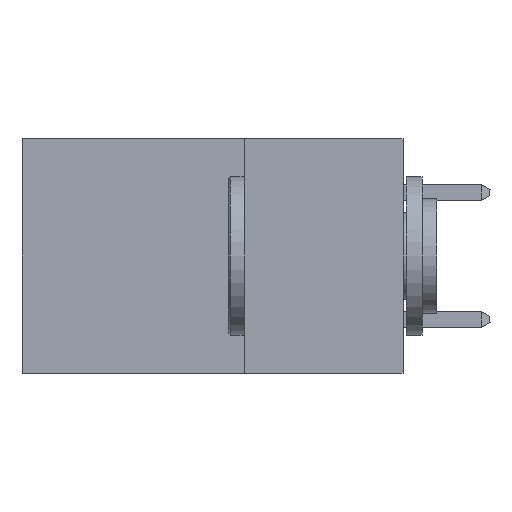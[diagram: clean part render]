
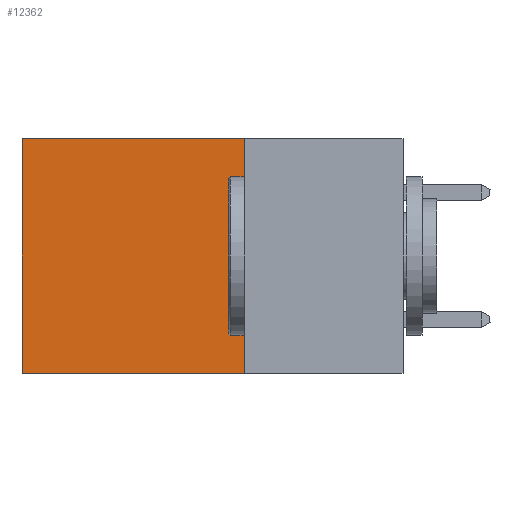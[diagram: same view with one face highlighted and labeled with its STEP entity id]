
A CAD part, left-side view. The second image highlights one B-rep face of the part: STEP entity #12362.
In plain terms, the highlighted planar face has unit normal (-1, 0, 0).
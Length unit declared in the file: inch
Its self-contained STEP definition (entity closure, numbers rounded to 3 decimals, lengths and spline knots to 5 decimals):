
#1142 = CARTESIAN_POINT ( 'NONE',  ( 0.2875, 0.25, 0. ) ) ;
#1246 = ORIENTED_EDGE ( 'NONE', *, *, #3641, .T. ) ;
#1357 = DIRECTION ( 'NONE',  ( 0., 0., -1. ) ) ;
#1718 = VERTEX_POINT ( 'NONE', #16252 ) ;
#2540 = EDGE_CURVE ( 'NONE', #24900, #10430, #10836, .T. ) ;
#2836 = LINE ( 'NONE', #27052, #12307 ) ;
#2979 = ORIENTED_EDGE ( 'NONE', *, *, #20381, .T. ) ;
#3224 = CARTESIAN_POINT ( 'NONE',  ( 0.2875, 0.25, 0. ) ) ;
#3641 = EDGE_CURVE ( 'NONE', #9213, #1718, #17132, .T. ) ;
#6864 = CARTESIAN_POINT ( 'NONE',  ( 0.2875, 0.25, 0. ) ) ;
#8361 = EDGE_CURVE ( 'NONE', #9213, #24900, #19155, .T. ) ;
#8866 = AXIS2_PLACEMENT_3D ( 'NONE', #20631, #22571, #1357 ) ;
#8931 = EDGE_LOOP ( 'NONE', ( #2979, #16059, #15255, #1246 ) ) ;
#9213 = VERTEX_POINT ( 'NONE', #1142 ) ;
#9366 = DIRECTION ( 'NONE',  ( 0., 0., -1. ) ) ;
#10430 = VERTEX_POINT ( 'NONE', #12201 ) ;
#10836 = LINE ( 'NONE', #13710, #11496 ) ;
#11496 = VECTOR ( 'NONE', #20127, 39.37008 ) ;
#11541 = FACE_OUTER_BOUND ( 'NONE', #8931, .T. ) ;
#12180 = VECTOR ( 'NONE', #9366, 39.37008 ) ;
#12201 = CARTESIAN_POINT ( 'NONE',  ( 0.2875, 0.6, -0.37 ) ) ;
#12244 = DIRECTION ( 'NONE',  ( 0., 0., -1. ) ) ;
#12307 = VECTOR ( 'NONE', #12244, 39.37008 ) ;
#12362 = ADVANCED_FACE ( 'NONE', ( #11541 ), #24698, .F. ) ;
#12477 = VECTOR ( 'NONE', #22518, 39.37008 ) ;
#13710 = CARTESIAN_POINT ( 'NONE',  ( 0.2875, 0.25, -0.37 ) ) ;
#15255 = ORIENTED_EDGE ( 'NONE', *, *, #8361, .F. ) ;
#15737 = CARTESIAN_POINT ( 'NONE',  ( 0.2875, 0.25, -0.37 ) ) ;
#16059 = ORIENTED_EDGE ( 'NONE', *, *, #2540, .F. ) ;
#16252 = CARTESIAN_POINT ( 'NONE',  ( 0.2875, 0.6, 0. ) ) ;
#17132 = LINE ( 'NONE', #3224, #12477 ) ;
#19155 = LINE ( 'NONE', #6864, #12180 ) ;
#20127 = DIRECTION ( 'NONE',  ( 0., 1., 0. ) ) ;
#20381 = EDGE_CURVE ( 'NONE', #1718, #10430, #2836, .T. ) ;
#20631 = CARTESIAN_POINT ( 'NONE',  ( 0.2875, 0.25, 0. ) ) ;
#22518 = DIRECTION ( 'NONE',  ( 0., 1., 0. ) ) ;
#22571 = DIRECTION ( 'NONE',  ( 1., 0., 0. ) ) ;
#24698 = PLANE ( 'NONE',  #8866 ) ;
#24900 = VERTEX_POINT ( 'NONE', #15737 ) ;
#27052 = CARTESIAN_POINT ( 'NONE',  ( 0.2875, 0.6, 0. ) ) ;
